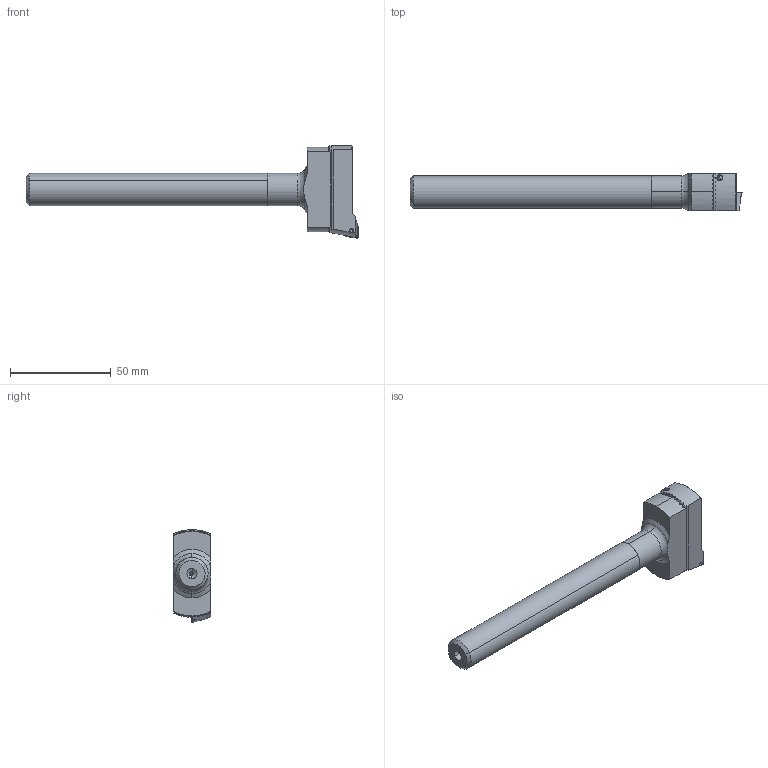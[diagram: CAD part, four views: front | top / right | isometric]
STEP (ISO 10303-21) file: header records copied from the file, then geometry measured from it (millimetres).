
FILE_DESCRIPTION (( 'STEP AP214' ), '1' );
FILE_NAME ('U16-BV2.K01.031.STEP', '2015-05-13T09:21:49', ( 'SWIAdmin' ), ( 'Hewlett-Packard Company' ), 'SwSTEP 2.0', 'SolidWorks 2012', '' );
FILE_SCHEMA (( 'AUTOMOTIVE_DESIGN' ));
Length unit declared in the file: millimetre
Products named in the file (8): HM1-U16.001.120_A; BV2-WCA.K11.014; KVT_MB_600_030; WCA-ER2.001.006_A; CCMT060204; BV2-WCA.K11.014_B; U16-BV2.K01.031_A; U16-BV2.K01.031
Assembly tree (7 placements, depth 3):
  U16-BV2.K01.031
    U16-BV2.K01.031_A
    BV2-WCA.K11.014
      BV2-WCA.K11.014_B
      CCMT060204
      WCA-ER2.001.006_A
      KVT_MB_600_030
    HM1-U16.001.120_A
Bounding box: 165 x 18.6 x 46 mm (x, y, z)
Volume: 38670.5 mm3; surface area: 17656 mm2
Topology: 7 solids, 7 shells, 630 faces, 1688 edges, 1075 vertices
Faces by surface type: plane 287, cylinder 115, bspline 113, cone 101, torus 10, sphere 4
Entity records: 30524 total; most frequent: CARTESIAN_POINT 11500, ORIENTED_EDGE 3346, DIRECTION 2406, EDGE_CURVE 1673, VERTEX_POINT 1072, LINE 820, VECTOR 820, AXIS2_PLACEMENT_3D 793
